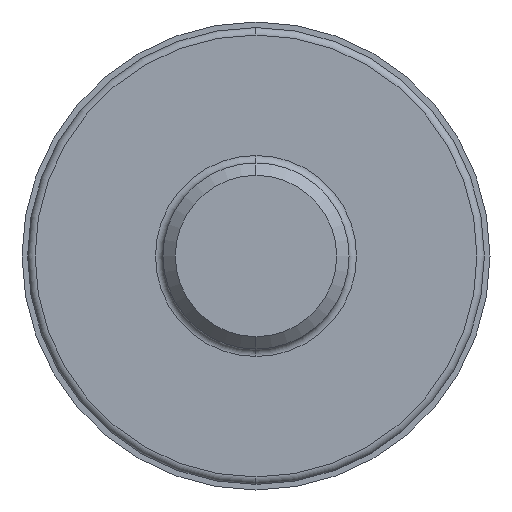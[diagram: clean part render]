
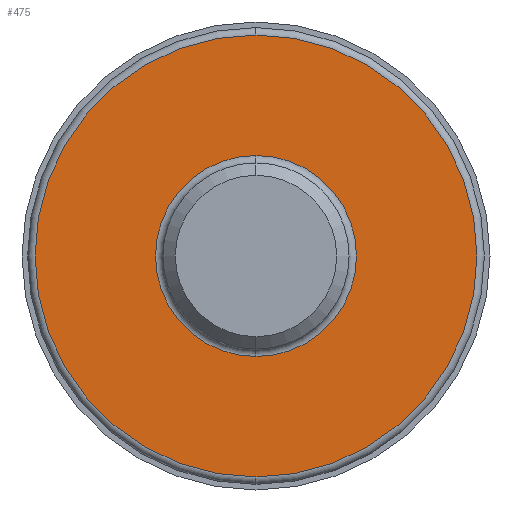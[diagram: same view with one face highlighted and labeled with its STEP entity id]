
A CAD part, left-side view. The second image highlights one B-rep face of the part: STEP entity #475.
In plain terms, the highlighted planar face has unit normal (-1, 0, 0).
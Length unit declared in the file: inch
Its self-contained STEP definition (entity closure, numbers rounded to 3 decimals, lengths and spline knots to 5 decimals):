
#2 = EDGE_CURVE ( 'NONE', #945, #123, #1110, .T. ) ;
#7 = CIRCLE ( 'NONE', #901, 0.89 ) ;
#70 = CIRCLE ( 'NONE', #289, 0.40485 ) ;
#118 = ORIENTED_EDGE ( 'NONE', *, *, #732, .T. ) ;
#123 = VERTEX_POINT ( 'NONE', #942 ) ;
#129 = EDGE_LOOP ( 'NONE', ( #907, #118 ) ) ;
#289 = AXIS2_PLACEMENT_3D ( 'NONE', #1127, #805, #590 ) ;
#330 = DIRECTION ( 'NONE',  ( 0., 0., 1. ) ) ;
#359 = EDGE_CURVE ( 'NONE', #622, #869, #470, .T. ) ;
#404 = CARTESIAN_POINT ( 'NONE',  ( 2.25, 0., 0. ) ) ;
#457 = FACE_OUTER_BOUND ( 'NONE', #129, .T. ) ;
#470 = CIRCLE ( 'NONE', #474, 0.89 ) ;
#474 = AXIS2_PLACEMENT_3D ( 'NONE', #404, #835, #330 ) ;
#475 = ADVANCED_FACE ( 'NONE', ( #1133, #457 ), #647, .F. ) ;
#565 = DIRECTION ( 'NONE',  ( 0., 0., 1. ) ) ;
#590 = DIRECTION ( 'NONE',  ( 0., 0., 1. ) ) ;
#611 = EDGE_CURVE ( 'NONE', #123, #945, #70, .T. ) ;
#622 = VERTEX_POINT ( 'NONE', #747 ) ;
#642 = AXIS2_PLACEMENT_3D ( 'NONE', #1083, #997, #565 ) ;
#647 = PLANE ( 'NONE',  #795 ) ;
#698 = DIRECTION ( 'NONE',  ( -1., 0., 0. ) ) ;
#702 = CARTESIAN_POINT ( 'NONE',  ( 2.25, 0., -0.89 ) ) ;
#719 = EDGE_LOOP ( 'NONE', ( #761, #1040 ) ) ;
#731 = DIRECTION ( 'NONE',  ( 0., 0., -1. ) ) ;
#732 = EDGE_CURVE ( 'NONE', #869, #622, #7, .T. ) ;
#747 = CARTESIAN_POINT ( 'NONE',  ( 2.25, 0., 0.89 ) ) ;
#761 = ORIENTED_EDGE ( 'NONE', *, *, #2, .F. ) ;
#795 = AXIS2_PLACEMENT_3D ( 'NONE', #991, #810, #731 ) ;
#805 = DIRECTION ( 'NONE',  ( -1., 0., 0. ) ) ;
#810 = DIRECTION ( 'NONE',  ( 1., 0., 0. ) ) ;
#835 = DIRECTION ( 'NONE',  ( -1., 0., 0. ) ) ;
#869 = VERTEX_POINT ( 'NONE', #702 ) ;
#901 = AXIS2_PLACEMENT_3D ( 'NONE', #972, #698, #902 ) ;
#902 = DIRECTION ( 'NONE',  ( 0., 0., 1. ) ) ;
#907 = ORIENTED_EDGE ( 'NONE', *, *, #359, .T. ) ;
#942 = CARTESIAN_POINT ( 'NONE',  ( 2.25, 0., -0.40485 ) ) ;
#945 = VERTEX_POINT ( 'NONE', #1108 ) ;
#972 = CARTESIAN_POINT ( 'NONE',  ( 2.25, 0., 0. ) ) ;
#991 = CARTESIAN_POINT ( 'NONE',  ( 2.25, 0.89, 0. ) ) ;
#997 = DIRECTION ( 'NONE',  ( -1., 0., 0. ) ) ;
#1040 = ORIENTED_EDGE ( 'NONE', *, *, #611, .F. ) ;
#1083 = CARTESIAN_POINT ( 'NONE',  ( 2.25, 0., 0. ) ) ;
#1108 = CARTESIAN_POINT ( 'NONE',  ( 2.25, 0., 0.40485 ) ) ;
#1110 = CIRCLE ( 'NONE', #642, 0.40485 ) ;
#1127 = CARTESIAN_POINT ( 'NONE',  ( 2.25, 0., 0. ) ) ;
#1133 = FACE_BOUND ( 'NONE', #719, .T. ) ;
